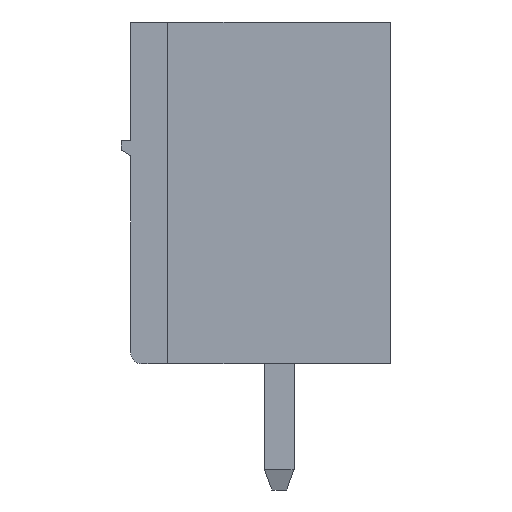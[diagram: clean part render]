
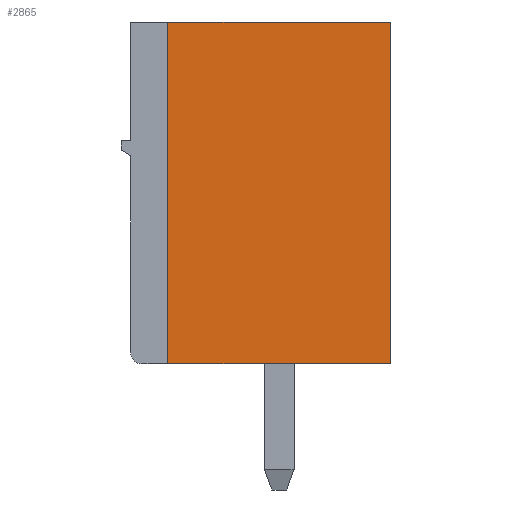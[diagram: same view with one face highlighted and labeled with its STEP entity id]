
A CAD part, left-side view. The second image highlights one B-rep face of the part: STEP entity #2865.
In plain terms, the highlighted planar face has unit normal (-1, 0, 0).
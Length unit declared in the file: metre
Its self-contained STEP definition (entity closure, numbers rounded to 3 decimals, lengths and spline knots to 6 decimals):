
#2865=ADVANCED_FACE('',(#5867),#5868,.F.);
#5867=FACE_OUTER_BOUND('',#8895,.T.);
#5868=PLANE('',#8896);
#8895=EDGE_LOOP('',(#17425,#17426,#17427,#17428));
#8896=AXIS2_PLACEMENT_3D('',#17429,#17430,#17431);
#17425=ORIENTED_EDGE('',*,*,#18150,.F.);
#17426=ORIENTED_EDGE('',*,*,#17789,.F.);
#17427=ORIENTED_EDGE('',*,*,#21058,.T.);
#17428=ORIENTED_EDGE('',*,*,#18250,.T.);
#17429=CARTESIAN_POINT('',(-1.091827,0.00386,0.000933));
#17430=DIRECTION('',(1.0,0.,0.));
#17431=DIRECTION('',(0.0,0.,1.0));
#17789=EDGE_CURVE('',#21220,#21215,#21222,.T.);
#18150=EDGE_CURVE('',#21215,#21942,#21943,.T.);
#18250=EDGE_CURVE('',#22116,#21942,#22117,.T.);
#21058=EDGE_CURVE('',#21220,#22116,#26005,.T.);
#21215=VERTEX_POINT('',#26204);
#21220=VERTEX_POINT('',#26212);
#21222=LINE('',#26215,#26216);
#21942=VERTEX_POINT('',#27235);
#21943=LINE('',#27236,#27237);
#22116=VERTEX_POINT('',#27505);
#22117=LINE('',#27506,#27507);
#26005=LINE('',#33214,#33215);
#26204=CARTESIAN_POINT('',(-1.091827,0.00386,0.000933));
#26212=CARTESIAN_POINT('',(-1.091827,0.00986,0.000933));
#26215=CARTESIAN_POINT('',(-1.091827,0.00386,0.000933));
#26216=VECTOR('',#33376,1.0);
#27235=CARTESIAN_POINT('',(-1.091827,0.00386,-0.008267));
#27236=CARTESIAN_POINT('',(-1.091827,0.00386,0.000933));
#27237=VECTOR('',#33856,1.0);
#27505=CARTESIAN_POINT('',(-1.091827,0.00986,-0.008267));
#27506=CARTESIAN_POINT('',(-1.091827,0.00386,-0.008267));
#27507=VECTOR('',#33961,1.0);
#33214=CARTESIAN_POINT('',(-1.091827,0.00986,0.000933));
#33215=VECTOR('',#36051,1.0);
#33376=DIRECTION('',(0.,-1.0,0.));
#33856=DIRECTION('',(0.,0.,-1.0));
#33961=DIRECTION('',(0.,-1.0,0.));
#36051=DIRECTION('',(0.,0.,-1.0));
